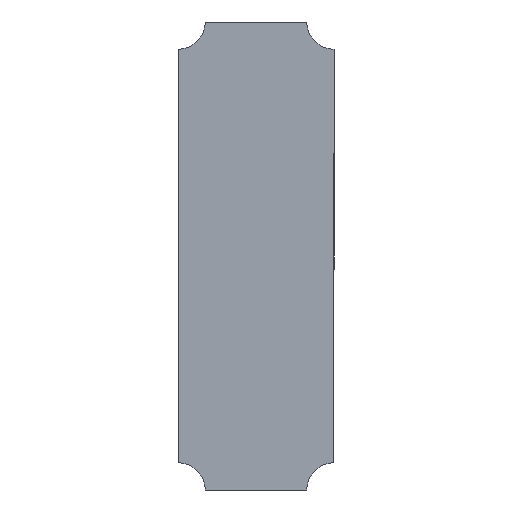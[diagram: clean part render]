
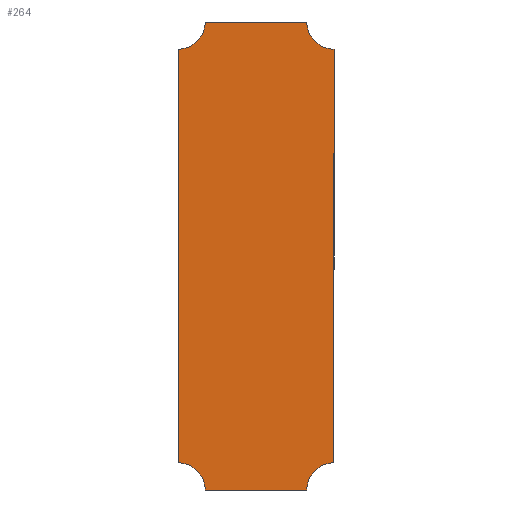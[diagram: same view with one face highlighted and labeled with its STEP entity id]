
A CAD part, left-side view. The second image highlights one B-rep face of the part: STEP entity #264.
In plain terms, the highlighted planar face has unit normal (-1, 0, 0).
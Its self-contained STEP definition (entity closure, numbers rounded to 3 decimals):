
#22=PLANE('',#312);
#35=FACE_OUTER_BOUND('',#51,.T.);
#51=EDGE_LOOP('',(#216,#217,#218,#219,#220,#221,#222,#223));
#60=LINE('',#421,#82);
#64=LINE('',#433,#86);
#68=LINE('',#445,#90);
#72=LINE('',#456,#94);
#82=VECTOR('',#337,10.);
#86=VECTOR('',#349,10.);
#90=VECTOR('',#361,10.);
#94=VECTOR('',#373,10.);
#102=CIRCLE('',#296,0.175);
#104=CIRCLE('',#300,0.175);
#106=CIRCLE('',#304,0.175);
#108=CIRCLE('',#308,0.175);
#116=VERTEX_POINT('',#411);
#117=VERTEX_POINT('',#412);
#120=VERTEX_POINT('',#420);
#122=VERTEX_POINT('',#426);
#124=VERTEX_POINT('',#432);
#126=VERTEX_POINT('',#438);
#128=VERTEX_POINT('',#444);
#130=VERTEX_POINT('',#450);
#140=EDGE_CURVE('',#116,#117,#102,.T.);
#144=EDGE_CURVE('',#120,#116,#60,.T.);
#147=EDGE_CURVE('',#122,#120,#104,.T.);
#150=EDGE_CURVE('',#124,#122,#64,.T.);
#153=EDGE_CURVE('',#126,#124,#106,.T.);
#156=EDGE_CURVE('',#128,#126,#68,.T.);
#159=EDGE_CURVE('',#130,#128,#108,.T.);
#162=EDGE_CURVE('',#117,#130,#72,.T.);
#216=ORIENTED_EDGE('',*,*,#162,.F.);
#217=ORIENTED_EDGE('',*,*,#140,.F.);
#218=ORIENTED_EDGE('',*,*,#144,.F.);
#219=ORIENTED_EDGE('',*,*,#147,.F.);
#220=ORIENTED_EDGE('',*,*,#150,.F.);
#221=ORIENTED_EDGE('',*,*,#153,.F.);
#222=ORIENTED_EDGE('',*,*,#156,.F.);
#223=ORIENTED_EDGE('',*,*,#159,.F.);
#264=ADVANCED_FACE('',(#35),#22,.F.);
#296=AXIS2_PLACEMENT_3D('',#413,#329,#330);
#300=AXIS2_PLACEMENT_3D('',#427,#342,#343);
#304=AXIS2_PLACEMENT_3D('',#439,#354,#355);
#308=AXIS2_PLACEMENT_3D('',#451,#366,#367);
#312=AXIS2_PLACEMENT_3D('',#459,#377,#378);
#329=DIRECTION('center_axis',(-1.,0.,0.));
#330=DIRECTION('ref_axis',(0.,0.,1.));
#337=DIRECTION('',(0.,-1.,0.));
#342=DIRECTION('center_axis',(-1.,0.,0.));
#343=DIRECTION('ref_axis',(0.,1.,0.));
#349=DIRECTION('',(0.,0.,1.));
#354=DIRECTION('center_axis',(-1.,0.,0.));
#355=DIRECTION('ref_axis',(0.,0.,-1.));
#361=DIRECTION('',(0.,1.,0.));
#366=DIRECTION('center_axis',(-1.,0.,0.));
#367=DIRECTION('ref_axis',(0.,-1.,0.));
#373=DIRECTION('',(0.,0.,-1.));
#377=DIRECTION('center_axis',(1.,0.,0.));
#378=DIRECTION('ref_axis',(0.,0.,-1.));
#411=CARTESIAN_POINT('',(0.,0.175,0.));
#412=CARTESIAN_POINT('',(0.,0.,-0.175));
#413=CARTESIAN_POINT('Origin',(0.,0.,0.));
#420=CARTESIAN_POINT('',(0.,0.825,0.));
#421=CARTESIAN_POINT('',(0.,0.825,0.));
#426=CARTESIAN_POINT('',(0.,1.,-0.175));
#427=CARTESIAN_POINT('Origin',(0.,1.,0.));
#432=CARTESIAN_POINT('',(0.,1.,-2.825));
#433=CARTESIAN_POINT('',(0.,1.,-2.825));
#438=CARTESIAN_POINT('',(0.,0.825,-3.));
#439=CARTESIAN_POINT('Origin',(0.,1.,-3.));
#444=CARTESIAN_POINT('',(0.,0.175,-3.));
#445=CARTESIAN_POINT('',(0.,0.175,-3.));
#450=CARTESIAN_POINT('',(0.,0.,-2.825));
#451=CARTESIAN_POINT('Origin',(0.,0.,-3.));
#456=CARTESIAN_POINT('',(0.,0.,-0.175));
#459=CARTESIAN_POINT('Origin',(0.,0.5,-1.5));
